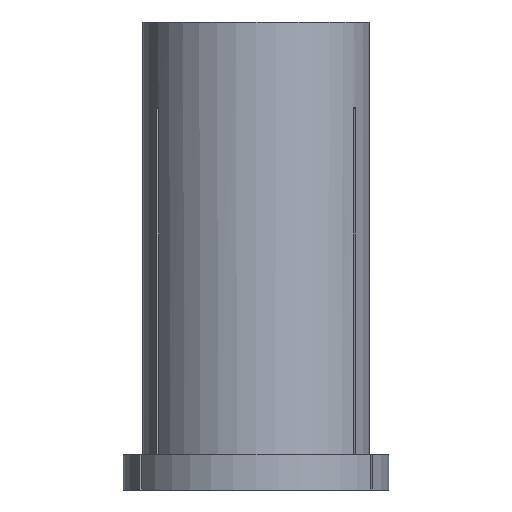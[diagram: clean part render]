
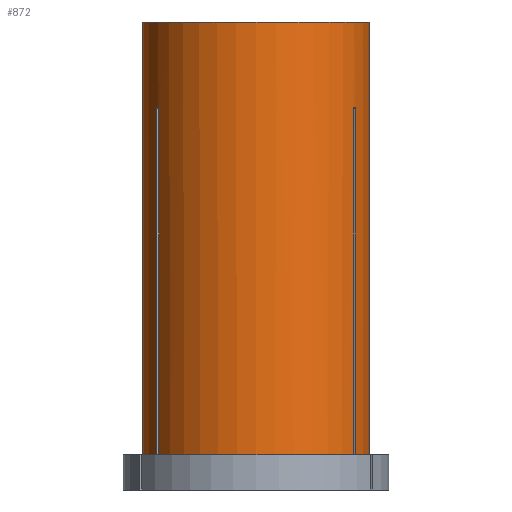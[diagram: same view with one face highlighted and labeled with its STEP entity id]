
A CAD part, front view. The second image highlights one B-rep face of the part: STEP entity #872.
In plain terms, the highlighted cylindrical face has radius 16 mm (diameter 32 mm), a partial arc.
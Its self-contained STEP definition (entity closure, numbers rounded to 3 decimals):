
#15 = AXIS2_PLACEMENT_3D ( 'NONE', #1458, #1366, #52 ) ;
#27 = CARTESIAN_POINT ( 'NONE',  ( -14.004, -7.739, -12.085 ) ) ;
#30 = EDGE_CURVE ( 'NONE', #400, #969, #857, .T. ) ;
#31 = VERTEX_POINT ( 'NONE', #1374 ) ;
#42 = VECTOR ( 'NONE', #1050, 1000. ) ;
#52 = DIRECTION ( 'NONE',  ( 1., 0., 0. ) ) ;
#69 = DIRECTION ( 'NONE',  ( 0., 0., 1. ) ) ;
#108 = CARTESIAN_POINT ( 'NONE',  ( 13.704, -8.258, -12.085 ) ) ;
#141 = DIRECTION ( 'NONE',  ( 1., 0., 0. ) ) ;
#143 = EDGE_CURVE ( 'NONE', #555, #31, #353, .T. ) ;
#155 = EDGE_CURVE ( 'NONE', #1184, #1116, #323, .T. ) ;
#167 = CARTESIAN_POINT ( 'NONE',  ( 14.004, -7.739, -12.085 ) ) ;
#222 = CARTESIAN_POINT ( 'NONE',  ( -14.004, -7.739, 0. ) ) ;
#275 = CARTESIAN_POINT ( 'NONE',  ( -16., 0., 0. ) ) ;
#281 = ORIENTED_EDGE ( 'NONE', *, *, #1266, .T. ) ;
#292 = CARTESIAN_POINT ( 'NONE',  ( 13.755, -8.173, -12.084 ) ) ;
#321 = AXIS2_PLACEMENT_3D ( 'NONE', #1497, #510, #1024 ) ;
#323 = LINE ( 'NONE', #1103, #1277 ) ;
#349 = VECTOR ( 'NONE', #777, 1000. ) ;
#353 = LINE ( 'NONE', #222, #42 ) ;
#356 = EDGE_CURVE ( 'NONE', #1372, #555, #690, .T. ) ;
#357 = DIRECTION ( 'NONE',  ( 0., 0., 1. ) ) ;
#373 = CARTESIAN_POINT ( 'NONE',  ( 14.004, -7.739, -61. ) ) ;
#379 = CARTESIAN_POINT ( 'NONE',  ( 13.955, -7.827, -12.084 ) ) ;
#384 = ORIENTED_EDGE ( 'NONE', *, *, #1440, .T. ) ;
#400 = VERTEX_POINT ( 'NONE', #108 ) ;
#407 = CIRCLE ( 'NONE', #15, 16. ) ;
#433 = CARTESIAN_POINT ( 'NONE',  ( 13.704, -8.258, -12.085 ) ) ;
#445 = CARTESIAN_POINT ( 'NONE',  ( 13.704, -8.258, 0. ) ) ;
#447 = CARTESIAN_POINT ( 'NONE',  ( -13.755, -8.173, -12.084 ) ) ;
#456 = CARTESIAN_POINT ( 'NONE',  ( 13.704, -8.258, -61. ) ) ;
#503 = LINE ( 'NONE', #707, #349 ) ;
#510 = DIRECTION ( 'NONE',  ( 0., 0., 1. ) ) ;
#521 = FACE_OUTER_BOUND ( 'NONE', #1334, .T. ) ;
#544 = CARTESIAN_POINT ( 'NONE',  ( -14.004, -7.739, -61. ) ) ;
#555 = VERTEX_POINT ( 'NONE', #544 ) ;
#556 = DIRECTION ( 'NONE',  ( 0., 0., 1. ) ) ;
#594 = CARTESIAN_POINT ( 'NONE',  ( -13.906, -7.914, -12.083 ) ) ;
#639 = CYLINDRICAL_SURFACE ( 'NONE', #1207, 16. ) ;
#641 = VECTOR ( 'NONE', #1105, 1000. ) ;
#643 = VECTOR ( 'NONE', #934, 1000. ) ;
#663 = CIRCLE ( 'NONE', #1341, 16. ) ;
#665 = DIRECTION ( 'NONE',  ( 1., 0., 0. ) ) ;
#690 = CIRCLE ( 'NONE', #321, 16. ) ;
#698 = VERTEX_POINT ( 'NONE', #456 ) ;
#707 = CARTESIAN_POINT ( 'NONE',  ( -16., 0., 0. ) ) ;
#759 = ORIENTED_EDGE ( 'NONE', *, *, #1381, .F. ) ;
#760 = AXIS2_PLACEMENT_3D ( 'NONE', #1399, #924, #886 ) ;
#763 = ORIENTED_EDGE ( 'NONE', *, *, #1094, .F. ) ;
#777 = DIRECTION ( 'NONE',  ( 0., 0., 1. ) ) ;
#783 = ORIENTED_EDGE ( 'NONE', *, *, #30, .T. ) ;
#785 = ORIENTED_EDGE ( 'NONE', *, *, #1202, .T. ) ;
#829 = ORIENTED_EDGE ( 'NONE', *, *, #155, .T. ) ;
#835 = CARTESIAN_POINT ( 'NONE',  ( 13.857, -8.001, -12.083 ) ) ;
#850 = LINE ( 'NONE', #1075, #1501 ) ;
#857 = B_SPLINE_CURVE_WITH_KNOTS ( 'NONE', 3,
 ( #433, #292, #835, #379, #167 ),
 .UNSPECIFIED., .F., .F.,
 ( 4, 1, 4 ),
 ( 0.09, 0.09, 0.09 ),
 .UNSPECIFIED. ) ;
#858 = CARTESIAN_POINT ( 'NONE',  ( -13.704, -8.258, -12.085 ) ) ;
#870 = LINE ( 'NONE', #891, #643 ) ;
#872 = ADVANCED_FACE ( 'NONE', ( #521 ), #639, .T. ) ;
#886 = DIRECTION ( 'NONE',  ( 1., 0., 0. ) ) ;
#891 = CARTESIAN_POINT ( 'NONE',  ( 14.004, -7.739, 0. ) ) ;
#900 = CARTESIAN_POINT ( 'NONE',  ( -16., 0., -61. ) ) ;
#903 = CIRCLE ( 'NONE', #760, 16. ) ;
#907 = DIRECTION ( 'NONE',  ( 0., 0., 1. ) ) ;
#919 = ORIENTED_EDGE ( 'NONE', *, *, #1127, .T. ) ;
#924 = DIRECTION ( 'NONE',  ( 0., 0., 1. ) ) ;
#934 = DIRECTION ( 'NONE',  ( 0., 0., 1. ) ) ;
#948 = VERTEX_POINT ( 'NONE', #275 ) ;
#954 = CARTESIAN_POINT ( 'NONE',  ( -13.806, -8.087, -12.083 ) ) ;
#969 = VERTEX_POINT ( 'NONE', #1001 ) ;
#1001 = CARTESIAN_POINT ( 'NONE',  ( 14.004, -7.739, -12.085 ) ) ;
#1024 = DIRECTION ( 'NONE',  ( 1., 0., 0. ) ) ;
#1041 = EDGE_CURVE ( 'NONE', #1518, #969, #870, .T. ) ;
#1050 = DIRECTION ( 'NONE',  ( 0., 0., 1. ) ) ;
#1075 = CARTESIAN_POINT ( 'NONE',  ( -13.704, -8.258, 0. ) ) ;
#1094 = EDGE_CURVE ( 'NONE', #948, #1116, #903, .T. ) ;
#1103 = CARTESIAN_POINT ( 'NONE',  ( 16., 0., 0. ) ) ;
#1105 = DIRECTION ( 'NONE',  ( 0., 0., 1. ) ) ;
#1116 = VERTEX_POINT ( 'NONE', #1392 ) ;
#1127 = EDGE_CURVE ( 'NONE', #698, #400, #1163, .T. ) ;
#1142 = CARTESIAN_POINT ( 'NONE',  ( 0., 0., 0. ) ) ;
#1163 = LINE ( 'NONE', #445, #641 ) ;
#1184 = VERTEX_POINT ( 'NONE', #1273 ) ;
#1202 = EDGE_CURVE ( 'NONE', #1411, #698, #663, .T. ) ;
#1204 = ORIENTED_EDGE ( 'NONE', *, *, #356, .T. ) ;
#1207 = AXIS2_PLACEMENT_3D ( 'NONE', #1142, #69, #665 ) ;
#1215 = CARTESIAN_POINT ( 'NONE',  ( -13.704, -8.258, -12.085 ) ) ;
#1229 = EDGE_CURVE ( 'NONE', #1411, #1240, #850, .T. ) ;
#1240 = VERTEX_POINT ( 'NONE', #1215 ) ;
#1266 = EDGE_CURVE ( 'NONE', #31, #1240, #1349, .T. ) ;
#1273 = CARTESIAN_POINT ( 'NONE',  ( 16., 0., -61. ) ) ;
#1277 = VECTOR ( 'NONE', #907, 1000. ) ;
#1281 = CARTESIAN_POINT ( 'NONE',  ( -13.956, -7.826, -12.084 ) ) ;
#1315 = ORIENTED_EDGE ( 'NONE', *, *, #1041, .F. ) ;
#1334 = EDGE_LOOP ( 'NONE', ( #759, #1204, #1434, #281, #1516, #785, #919, #783, #1315, #384, #829, #763 ) ) ;
#1341 = AXIS2_PLACEMENT_3D ( 'NONE', #1525, #357, #141 ) ;
#1349 = B_SPLINE_CURVE_WITH_KNOTS ( 'NONE', 3,
 ( #27, #1281, #594, #954, #447, #858 ),
 .UNSPECIFIED., .F., .F.,
 ( 4, 2, 4 ),
 ( 0.081, 0.082, 0.082 ),
 .UNSPECIFIED. ) ;
#1366 = DIRECTION ( 'NONE',  ( 0., 0., 1. ) ) ;
#1372 = VERTEX_POINT ( 'NONE', #900 ) ;
#1374 = CARTESIAN_POINT ( 'NONE',  ( -14.004, -7.739, -12.085 ) ) ;
#1381 = EDGE_CURVE ( 'NONE', #1372, #948, #503, .T. ) ;
#1392 = CARTESIAN_POINT ( 'NONE',  ( 16., 0., 0. ) ) ;
#1399 = CARTESIAN_POINT ( 'NONE',  ( 0., 0., 0. ) ) ;
#1411 = VERTEX_POINT ( 'NONE', #1532 ) ;
#1434 = ORIENTED_EDGE ( 'NONE', *, *, #143, .T. ) ;
#1440 = EDGE_CURVE ( 'NONE', #1518, #1184, #407, .T. ) ;
#1458 = CARTESIAN_POINT ( 'NONE',  ( 0., 0., -61. ) ) ;
#1497 = CARTESIAN_POINT ( 'NONE',  ( 0., 0., -61. ) ) ;
#1501 = VECTOR ( 'NONE', #556, 1000. ) ;
#1516 = ORIENTED_EDGE ( 'NONE', *, *, #1229, .F. ) ;
#1518 = VERTEX_POINT ( 'NONE', #373 ) ;
#1525 = CARTESIAN_POINT ( 'NONE',  ( 0., 0., -61. ) ) ;
#1532 = CARTESIAN_POINT ( 'NONE',  ( -13.704, -8.258, -61. ) ) ;
